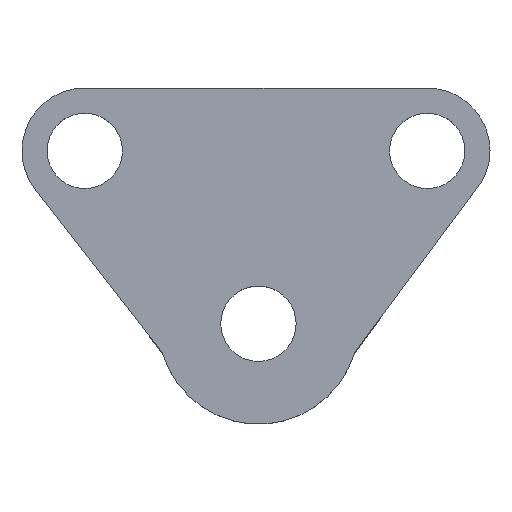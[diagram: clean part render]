
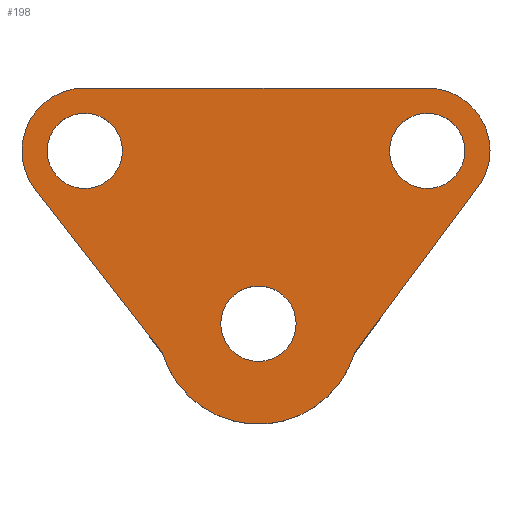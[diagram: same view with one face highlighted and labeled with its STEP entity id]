
A CAD part, top view. The second image highlights one B-rep face of the part: STEP entity #198.
In plain terms, the highlighted planar face has unit normal (0, 0, 1).
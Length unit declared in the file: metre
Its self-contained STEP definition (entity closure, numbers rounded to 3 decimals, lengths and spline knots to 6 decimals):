
#13=CIRCLE('',#216,0.0125);
#15=CIRCLE('',#220,0.02);
#16=CIRCLE('',#223,0.0075);
#18=CIRCLE('',#226,0.0075);
#20=CIRCLE('',#229,0.0075);
#23=CIRCLE('',#233,0.0125);
#60=ORIENTED_EDGE('',*,*,#98,.F.);
#61=ORIENTED_EDGE('',*,*,#96,.F.);
#62=ORIENTED_EDGE('',*,*,#94,.F.);
#63=ORIENTED_EDGE('',*,*,#80,.F.);
#64=ORIENTED_EDGE('',*,*,#84,.T.);
#65=ORIENTED_EDGE('',*,*,#87,.F.);
#66=ORIENTED_EDGE('',*,*,#90,.T.);
#67=ORIENTED_EDGE('',*,*,#93,.T.);
#68=ORIENTED_EDGE('',*,*,#101,.T.);
#80=EDGE_CURVE('',#104,#105,#122,.T.);
#84=EDGE_CURVE('',#104,#107,#13,.T.);
#87=EDGE_CURVE('',#109,#107,#127,.T.);
#90=EDGE_CURVE('',#109,#111,#15,.T.);
#93=EDGE_CURVE('',#111,#113,#131,.T.);
#94=EDGE_CURVE('',#114,#114,#16,.T.);
#96=EDGE_CURVE('',#116,#116,#18,.T.);
#98=EDGE_CURVE('',#118,#118,#20,.T.);
#101=EDGE_CURVE('',#113,#105,#23,.T.);
#104=VERTEX_POINT('',#302);
#105=VERTEX_POINT('',#304);
#107=VERTEX_POINT('',#310);
#109=VERTEX_POINT('',#316);
#111=VERTEX_POINT('',#322);
#113=VERTEX_POINT('',#328);
#114=VERTEX_POINT('',#332);
#116=VERTEX_POINT('',#337);
#118=VERTEX_POINT('',#342);
#122=LINE('',#303,#134);
#127=LINE('',#317,#139);
#131=LINE('',#329,#143);
#134=VECTOR('',#242,1.);
#139=VECTOR('',#255,1.);
#143=VECTOR('',#267,1.);
#156=EDGE_LOOP('',(#60));
#157=EDGE_LOOP('',(#61));
#158=EDGE_LOOP('',(#62));
#159=EDGE_LOOP('',(#63,#64,#65,#66,#67,#68));
#176=FACE_BOUND('',#156,.T.);
#177=FACE_BOUND('',#157,.T.);
#178=FACE_BOUND('',#158,.T.);
#179=FACE_BOUND('',#159,.T.);
#187=PLANE('',#234);
#198=ADVANCED_FACE('',(#176,#177,#178,#179),#187,.T.);
#216=AXIS2_PLACEMENT_3D('',#311,#249,#250);
#220=AXIS2_PLACEMENT_3D('',#323,#261,#262);
#223=AXIS2_PLACEMENT_3D('',#331,#270,#271);
#226=AXIS2_PLACEMENT_3D('',#336,#276,#277);
#229=AXIS2_PLACEMENT_3D('',#341,#282,#283);
#233=AXIS2_PLACEMENT_3D('',#347,#290,#291);
#234=AXIS2_PLACEMENT_3D('',#348,#292,#293);
#242=DIRECTION('',(1.,0.,0.));
#249=DIRECTION('',(0.,0.,1.));
#250=DIRECTION('',(1.,0.,0.));
#255=DIRECTION('',(-0.614,0.79,0.));
#261=DIRECTION('',(0.,0.,1.));
#262=DIRECTION('',(1.,0.,0.));
#267=DIRECTION('',(0.597,0.802,0.));
#270=DIRECTION('',(0.,0.,1.));
#271=DIRECTION('',(1.,0.,0.));
#276=DIRECTION('',(0.,0.,1.));
#277=DIRECTION('',(1.,0.,0.));
#282=DIRECTION('',(0.,0.,1.));
#283=DIRECTION('',(1.,0.,0.));
#290=DIRECTION('',(0.,0.,1.));
#291=DIRECTION('',(1.,0.,0.));
#292=DIRECTION('',(0.,0.,1.));
#293=DIRECTION('',(1.,0.,0.));
#302=CARTESIAN_POINT('',(-0.034578,0.046917,0.012));
#303=CARTESIAN_POINT('',(-0.00049,0.046917,0.012));
#304=CARTESIAN_POINT('',(0.033598,0.046917,0.012));
#310=CARTESIAN_POINT('',(-0.044447,0.026746,0.012));
#311=CARTESIAN_POINT('',(-0.034578,0.034417,0.012));
#316=CARTESIAN_POINT('',(-0.019135,-0.005818,0.012));
#317=CARTESIAN_POINT('',(-0.031791,0.010464,0.012));
#322=CARTESIAN_POINT('',(0.019135,-0.005818,0.012));
#323=CARTESIAN_POINT('',(0.,0.,0.012));
#328=CARTESIAN_POINT('',(0.04449,0.028284,0.012));
#329=CARTESIAN_POINT('',(0.031813,0.011233,0.012));
#331=CARTESIAN_POINT('',(-0.034578,0.034417,0.012));
#332=CARTESIAN_POINT('',(-0.027078,0.034417,0.012));
#336=CARTESIAN_POINT('',(0.033598,0.034417,0.012));
#337=CARTESIAN_POINT('',(0.041098,0.034417,0.012));
#341=CARTESIAN_POINT('',(0.,0.,0.012));
#342=CARTESIAN_POINT('',(0.0075,0.,0.012));
#347=CARTESIAN_POINT('',(0.033598,0.034417,0.012));
#348=CARTESIAN_POINT('',(-0.00049,0.013459,0.012));
